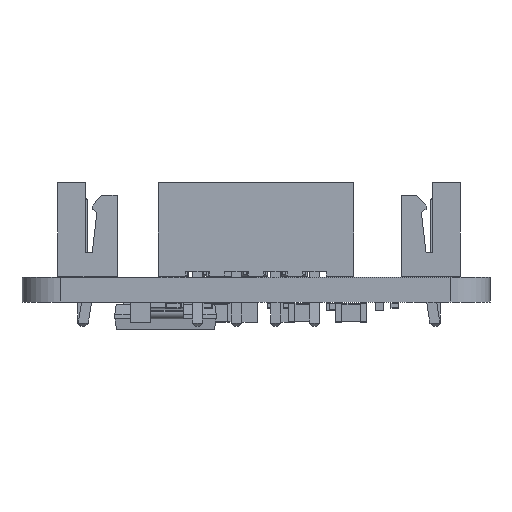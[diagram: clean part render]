
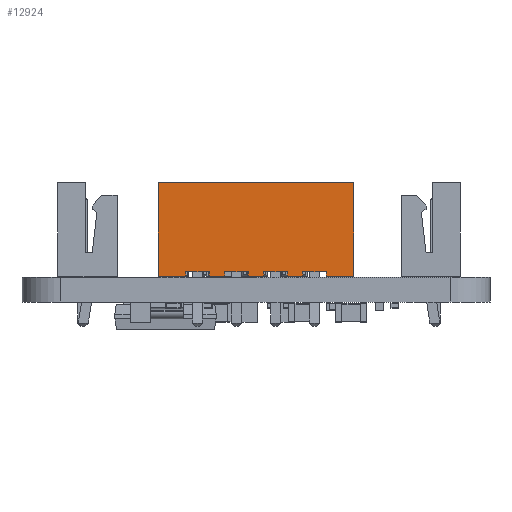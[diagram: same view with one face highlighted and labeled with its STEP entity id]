
A CAD part, left-side view. The second image highlights one B-rep face of the part: STEP entity #12924.
In plain terms, the highlighted face is planar.
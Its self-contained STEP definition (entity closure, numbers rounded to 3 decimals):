
#12025 = VERTEX_POINT('',#12026);
#12026 = CARTESIAN_POINT('',(-2.5,1.6,0.));
#12034 = VERTEX_POINT('',#12035);
#12035 = CARTESIAN_POINT('',(-0.75,1.6,0.));
#12041 = EDGE_CURVE('',#12034,#12025,#12042,.T.);
#12042 = LINE('',#12043,#12044);
#12043 = CARTESIAN_POINT('',(10.,1.6,0.));
#12044 = VECTOR('',#12045,1.);
#12045 = DIRECTION('',(-1.,0.,0.));
#12057 = VERTEX_POINT('',#12058);
#12058 = CARTESIAN_POINT('',(-0.75,1.6,0.3));
#12064 = EDGE_CURVE('',#12057,#12034,#12065,.T.);
#12065 = LINE('',#12066,#12067);
#12066 = CARTESIAN_POINT('',(-0.75,1.6,0.3));
#12067 = VECTOR('',#12068,1.);
#12068 = DIRECTION('',(0.,0.,-1.));
#12081 = VERTEX_POINT('',#12082);
#12082 = CARTESIAN_POINT('',(0.75,1.6,0.3));
#12088 = EDGE_CURVE('',#12057,#12081,#12089,.T.);
#12089 = LINE('',#12090,#12091);
#12090 = CARTESIAN_POINT('',(-0.75,1.6,0.3));
#12091 = VECTOR('',#12092,1.);
#12092 = DIRECTION('',(1.,0.,0.));
#12139 = EDGE_CURVE('',#12081,#12140,#12142,.T.);
#12140 = VERTEX_POINT('',#12141);
#12141 = CARTESIAN_POINT('',(0.75,1.6,0.));
#12142 = LINE('',#12143,#12144);
#12143 = CARTESIAN_POINT('',(0.75,1.6,0.3));
#12144 = VECTOR('',#12145,1.);
#12145 = DIRECTION('',(0.,0.,-1.));
#12161 = EDGE_CURVE('',#12162,#12140,#12164,.T.);
#12162 = VERTEX_POINT('',#12163);
#12163 = CARTESIAN_POINT('',(1.75,1.6,0.));
#12164 = LINE('',#12165,#12166);
#12165 = CARTESIAN_POINT('',(10.,1.6,0.));
#12166 = VECTOR('',#12167,1.);
#12167 = DIRECTION('',(-1.,0.,0.));
#12187 = VERTEX_POINT('',#12188);
#12188 = CARTESIAN_POINT('',(1.75,1.6,0.3));
#12194 = EDGE_CURVE('',#12187,#12162,#12195,.T.);
#12195 = LINE('',#12196,#12197);
#12196 = CARTESIAN_POINT('',(1.75,1.6,0.3));
#12197 = VECTOR('',#12198,1.);
#12198 = DIRECTION('',(0.,0.,-1.));
#12211 = VERTEX_POINT('',#12212);
#12212 = CARTESIAN_POINT('',(3.25,1.6,0.3));
#12218 = EDGE_CURVE('',#12187,#12211,#12219,.T.);
#12219 = LINE('',#12220,#12221);
#12220 = CARTESIAN_POINT('',(1.75,1.6,0.3));
#12221 = VECTOR('',#12222,1.);
#12222 = DIRECTION('',(1.,0.,0.));
#12269 = EDGE_CURVE('',#12211,#12270,#12272,.T.);
#12270 = VERTEX_POINT('',#12271);
#12271 = CARTESIAN_POINT('',(3.25,1.6,0.));
#12272 = LINE('',#12273,#12274);
#12273 = CARTESIAN_POINT('',(3.25,1.6,0.3));
#12274 = VECTOR('',#12275,1.);
#12275 = DIRECTION('',(0.,0.,-1.));
#12292 = VERTEX_POINT('',#12293);
#12293 = CARTESIAN_POINT('',(4.25,1.6,0.));
#12299 = EDGE_CURVE('',#12292,#12270,#12300,.T.);
#12300 = LINE('',#12301,#12302);
#12301 = CARTESIAN_POINT('',(10.,1.6,0.));
#12302 = VECTOR('',#12303,1.);
#12303 = DIRECTION('',(-1.,0.,0.));
#12317 = VERTEX_POINT('',#12318);
#12318 = CARTESIAN_POINT('',(4.25,1.6,0.3));
#12324 = EDGE_CURVE('',#12317,#12292,#12325,.T.);
#12325 = LINE('',#12326,#12327);
#12326 = CARTESIAN_POINT('',(4.25,1.6,0.3));
#12327 = VECTOR('',#12328,1.);
#12328 = DIRECTION('',(0.,0.,-1.));
#12341 = VERTEX_POINT('',#12342);
#12342 = CARTESIAN_POINT('',(5.75,1.6,0.3));
#12348 = EDGE_CURVE('',#12317,#12341,#12349,.T.);
#12349 = LINE('',#12350,#12351);
#12350 = CARTESIAN_POINT('',(4.25,1.6,0.3));
#12351 = VECTOR('',#12352,1.);
#12352 = DIRECTION('',(1.,0.,0.));
#12399 = EDGE_CURVE('',#12341,#12400,#12402,.T.);
#12400 = VERTEX_POINT('',#12401);
#12401 = CARTESIAN_POINT('',(5.75,1.6,0.));
#12402 = LINE('',#12403,#12404);
#12403 = CARTESIAN_POINT('',(5.75,1.6,0.3));
#12404 = VECTOR('',#12405,1.);
#12405 = DIRECTION('',(0.,0.,-1.));
#12423 = VERTEX_POINT('',#12424);
#12424 = CARTESIAN_POINT('',(6.75,1.6,0.));
#12430 = EDGE_CURVE('',#12423,#12400,#12431,.T.);
#12431 = LINE('',#12432,#12433);
#12432 = CARTESIAN_POINT('',(10.,1.6,0.));
#12433 = VECTOR('',#12434,1.);
#12434 = DIRECTION('',(-1.,0.,0.));
#12447 = VERTEX_POINT('',#12448);
#12448 = CARTESIAN_POINT('',(6.75,1.6,0.3));
#12454 = EDGE_CURVE('',#12447,#12423,#12455,.T.);
#12455 = LINE('',#12456,#12457);
#12456 = CARTESIAN_POINT('',(6.75,1.6,0.3));
#12457 = VECTOR('',#12458,1.);
#12458 = DIRECTION('',(0.,0.,-1.));
#12471 = VERTEX_POINT('',#12472);
#12472 = CARTESIAN_POINT('',(8.25,1.6,0.3));
#12478 = EDGE_CURVE('',#12447,#12471,#12479,.T.);
#12479 = LINE('',#12480,#12481);
#12480 = CARTESIAN_POINT('',(6.75,1.6,0.3));
#12481 = VECTOR('',#12482,1.);
#12482 = DIRECTION('',(1.,0.,0.));
#12529 = EDGE_CURVE('',#12471,#12530,#12532,.T.);
#12530 = VERTEX_POINT('',#12531);
#12531 = CARTESIAN_POINT('',(8.25,1.6,0.));
#12532 = LINE('',#12533,#12534);
#12533 = CARTESIAN_POINT('',(8.25,1.6,0.3));
#12534 = VECTOR('',#12535,1.);
#12535 = DIRECTION('',(0.,0.,-1.));
#12553 = VERTEX_POINT('',#12554);
#12554 = CARTESIAN_POINT('',(10.,1.6,0.));
#12560 = EDGE_CURVE('',#12553,#12530,#12561,.T.);
#12561 = LINE('',#12562,#12563);
#12562 = CARTESIAN_POINT('',(10.,1.6,0.));
#12563 = VECTOR('',#12564,1.);
#12564 = DIRECTION('',(-1.,0.,0.));
#12634 = VERTEX_POINT('',#12635);
#12635 = CARTESIAN_POINT('',(10.,1.6,6.));
#12641 = EDGE_CURVE('',#12553,#12634,#12642,.T.);
#12642 = LINE('',#12643,#12644);
#12643 = CARTESIAN_POINT('',(10.,1.6,0.));
#12644 = VECTOR('',#12645,1.);
#12645 = DIRECTION('',(0.,0.,1.));
#12856 = EDGE_CURVE('',#12025,#12857,#12859,.T.);
#12857 = VERTEX_POINT('',#12858);
#12858 = CARTESIAN_POINT('',(-2.5,1.6,6.));
#12859 = LINE('',#12860,#12861);
#12860 = CARTESIAN_POINT('',(-2.5,1.6,0.));
#12861 = VECTOR('',#12862,1.);
#12862 = DIRECTION('',(0.,0.,1.));
#12924 = ADVANCED_FACE('',(#12925),#12952,.F.);
#12925 = FACE_BOUND('',#12926,.F.);
#12926 = EDGE_LOOP('',(#12927,#12928,#12929,#12935,#12936,#12937,#12938,
    #12939,#12940,#12941,#12942,#12943,#12944,#12945,#12946,#12947,
    #12948,#12949,#12950,#12951));
#12927 = ORIENTED_EDGE('',*,*,#12560,.F.);
#12928 = ORIENTED_EDGE('',*,*,#12641,.T.);
#12929 = ORIENTED_EDGE('',*,*,#12930,.T.);
#12930 = EDGE_CURVE('',#12634,#12857,#12931,.T.);
#12931 = LINE('',#12932,#12933);
#12932 = CARTESIAN_POINT('',(10.,1.6,6.));
#12933 = VECTOR('',#12934,1.);
#12934 = DIRECTION('',(-1.,0.,0.));
#12935 = ORIENTED_EDGE('',*,*,#12856,.F.);
#12936 = ORIENTED_EDGE('',*,*,#12041,.F.);
#12937 = ORIENTED_EDGE('',*,*,#12064,.F.);
#12938 = ORIENTED_EDGE('',*,*,#12088,.T.);
#12939 = ORIENTED_EDGE('',*,*,#12139,.T.);
#12940 = ORIENTED_EDGE('',*,*,#12161,.F.);
#12941 = ORIENTED_EDGE('',*,*,#12194,.F.);
#12942 = ORIENTED_EDGE('',*,*,#12218,.T.);
#12943 = ORIENTED_EDGE('',*,*,#12269,.T.);
#12944 = ORIENTED_EDGE('',*,*,#12299,.F.);
#12945 = ORIENTED_EDGE('',*,*,#12324,.F.);
#12946 = ORIENTED_EDGE('',*,*,#12348,.T.);
#12947 = ORIENTED_EDGE('',*,*,#12399,.T.);
#12948 = ORIENTED_EDGE('',*,*,#12430,.F.);
#12949 = ORIENTED_EDGE('',*,*,#12454,.F.);
#12950 = ORIENTED_EDGE('',*,*,#12478,.T.);
#12951 = ORIENTED_EDGE('',*,*,#12529,.T.);
#12952 = PLANE('',#12953);
#12953 = AXIS2_PLACEMENT_3D('',#12954,#12955,#12956);
#12954 = CARTESIAN_POINT('',(10.,1.6,0.));
#12955 = DIRECTION('',(0.,-1.,0.));
#12956 = DIRECTION('',(-1.,0.,0.));
